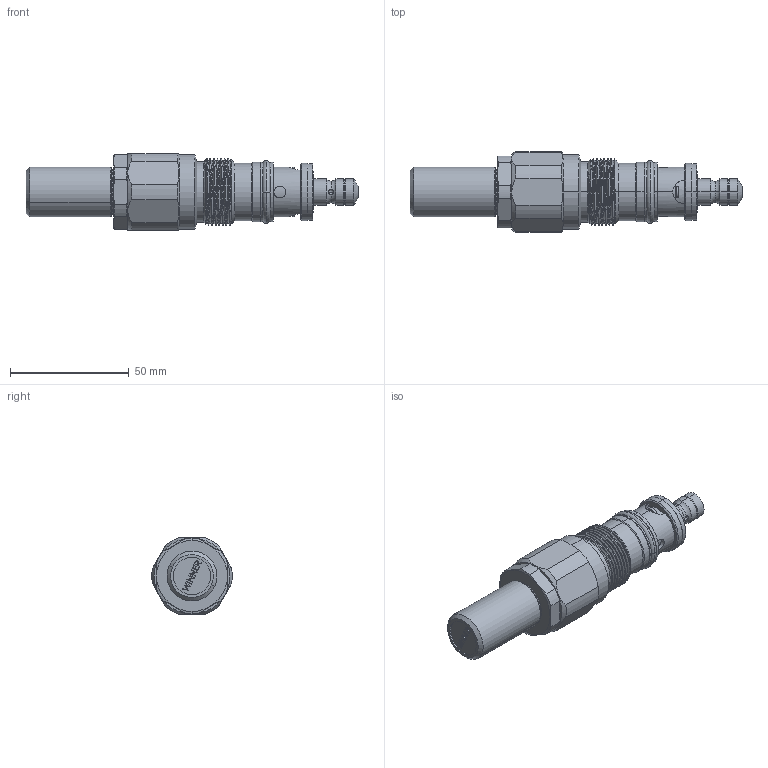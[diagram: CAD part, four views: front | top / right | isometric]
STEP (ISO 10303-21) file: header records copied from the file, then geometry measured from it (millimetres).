
FILE_DESCRIPTION (( 'STEP AP203' ), '1' );
FILE_NAME ('RD28M22-C2.STEP', '2020-03-23T08:26:56', ( '' ), ( '' ), 'SwSTEP 2.0', 'SolidWorks 2018', '' );
FILE_SCHEMA (( 'CONFIG_CONTROL_DESIGN' ));
Length unit declared in the file: millimetre
Products named in the file (1): RD28M22-C2
Bounding box: 139.52 x 33.83 x 32 mm (x, y, z)
Volume: 60056.8 mm3; surface area: 19460.3 mm2
Topology: 5 solids, 9 shells, 483 faces, 1190 edges, 743 vertices
Faces by surface type: cylinder 183, plane 154, cone 60, torus 52, bspline 26, sphere 8
Entity records: 24519 total; most frequent: CARTESIAN_POINT 13373, ORIENTED_EDGE 2368, DIRECTION 2261, EDGE_CURVE 1184, AXIS2_PLACEMENT_3D 876, VERTEX_POINT 743, EDGE_LOOP 529, LINE 509
